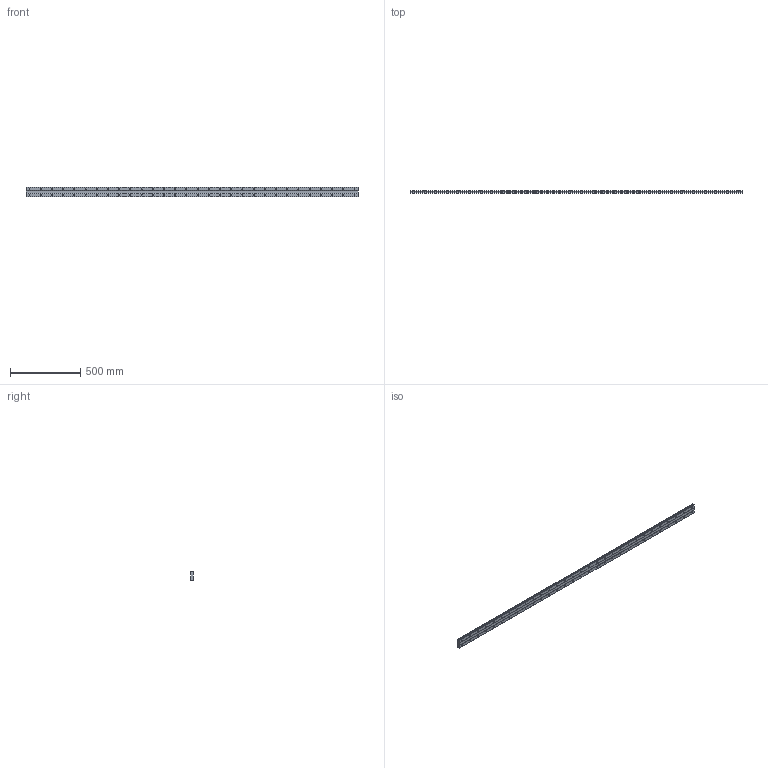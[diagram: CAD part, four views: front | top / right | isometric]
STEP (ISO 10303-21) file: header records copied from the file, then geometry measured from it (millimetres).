
FILE_DESCRIPTION (( 'STEP AP214' ), '1' );
FILE_NAME ('HRW35CA1SS-2370L_G25_0_B-M6F_1131-7_0_0_0_1.STEP', '2021-07-07T09:45:03', ( '' ), ( '' ), 'SwSTEP 2.0', 'SolidWorks 2021', '' );
FILE_SCHEMA (( 'AUTOMOTIVE_DESIGN' ));
Length unit declared in the file: millimetre
Products named in the file (2): _HRW35CA237025 Track; HRW35CA1SS-2370L_G25_0_B-M6F_1131-7_0_0_0_1
Assembly tree (1 placements, depth 2):
  HRW35CA1SS-2370L_G25_0_B-M6F_1131-7_0_0_0_1
    _HRW35CA237025 Track
Bounding box: 2370 x 19 x 69 mm (x, y, z)
Volume: 2765642.1 mm3; surface area: 462065.2 mm2
Topology: 1 solids, 1 shells, 332 faces, 810 edges, 540 vertices
Faces by surface type: cylinder 244, plane 88
Entity records: 10328 total; most frequent: DIRECTION 1970, CARTESIAN_POINT 1686, ORIENTED_EDGE 1620, AXIS2_PLACEMENT_3D 824, EDGE_CURVE 810, VERTEX_POINT 540, EDGE_LOOP 512, CIRCLE 488
